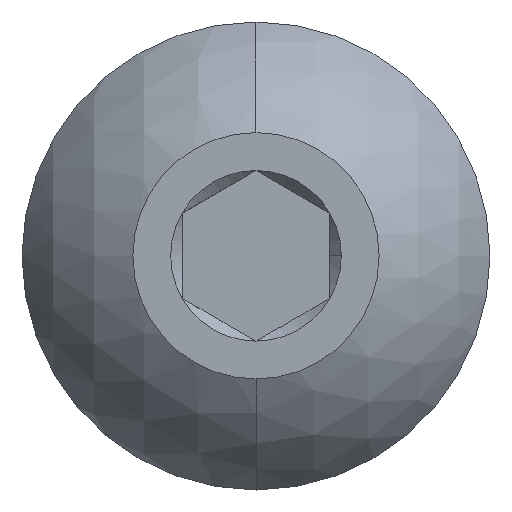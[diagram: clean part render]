
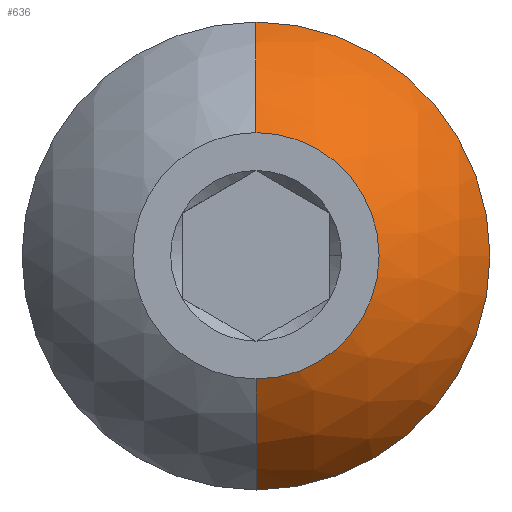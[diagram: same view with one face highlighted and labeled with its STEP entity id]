
A CAD part, top view. The second image highlights one B-rep face of the part: STEP entity #636.
In plain terms, the highlighted spherical face has radius 5.287 mm.
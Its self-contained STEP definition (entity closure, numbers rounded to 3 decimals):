
#27 = CARTESIAN_POINT ( 'NONE',  ( 0., 2.5, 8.75 ) ) ;
#28 = FACE_OUTER_BOUND ( 'NONE', #599, .T. ) ;
#34 = DIRECTION ( 'NONE',  ( 1., 0., 0. ) ) ;
#65 = AXIS2_PLACEMENT_3D ( 'NONE', #503, #165, #625 ) ;
#82 = VERTEX_POINT ( 'NONE', #27 ) ;
#86 = DIRECTION ( 'NONE',  ( 0., 0., 1. ) ) ;
#87 = EDGE_CURVE ( 'NONE', #125, #212, #101, .T. ) ;
#97 = AXIS2_PLACEMENT_3D ( 'NONE', #646, #603, #145 ) ;
#99 = CARTESIAN_POINT ( 'NONE',  ( 0., 0., 4.092 ) ) ;
#101 = CIRCLE ( 'NONE', #97, 5.287 ) ;
#119 = VERTEX_POINT ( 'NONE', #429 ) ;
#124 = AXIS2_PLACEMENT_3D ( 'NONE', #216, #34, #651 ) ;
#125 = VERTEX_POINT ( 'NONE', #201 ) ;
#145 = DIRECTION ( 'NONE',  ( 0., -1., 0. ) ) ;
#165 = DIRECTION ( 'NONE',  ( 0., 0., 1. ) ) ;
#201 = CARTESIAN_POINT ( 'NONE',  ( 0., -4.75, 6.412 ) ) ;
#212 = VERTEX_POINT ( 'NONE', #293 ) ;
#216 = CARTESIAN_POINT ( 'NONE',  ( 0., 0., 4.092 ) ) ;
#246 = AXIS2_PLACEMENT_3D ( 'NONE', #264, #86, #606 ) ;
#264 = CARTESIAN_POINT ( 'NONE',  ( 0., 0., 8.75 ) ) ;
#265 = AXIS2_PLACEMENT_3D ( 'NONE', #99, #275, #704 ) ;
#275 = DIRECTION ( 'NONE',  ( 1., 0., 0. ) ) ;
#293 = CARTESIAN_POINT ( 'NONE',  ( 0., -2.5, 8.75 ) ) ;
#384 = CIRCLE ( 'NONE', #65, 4.75 ) ;
#429 = CARTESIAN_POINT ( 'NONE',  ( 0., 4.75, 6.412 ) ) ;
#446 = EDGE_CURVE ( 'NONE', #119, #82, #595, .T. ) ;
#475 = EDGE_CURVE ( 'NONE', #212, #82, #639, .T. ) ;
#498 = ORIENTED_EDGE ( 'NONE', *, *, #538, .T. ) ;
#503 = CARTESIAN_POINT ( 'NONE',  ( 0., 0., 6.412 ) ) ;
#519 = SPHERICAL_SURFACE ( 'NONE', #265, 5.287 ) ;
#538 = EDGE_CURVE ( 'NONE', #125, #119, #384, .T. ) ;
#595 = CIRCLE ( 'NONE', #124, 5.287 ) ;
#599 = EDGE_LOOP ( 'NONE', ( #498, #717, #684, #660 ) ) ;
#603 = DIRECTION ( 'NONE',  ( -1., 0., 0. ) ) ;
#606 = DIRECTION ( 'NONE',  ( 0., -1., 0. ) ) ;
#625 = DIRECTION ( 'NONE',  ( 0., -1., 0. ) ) ;
#636 = ADVANCED_FACE ( 'NONE', ( #28 ), #519, .T. ) ;
#639 = CIRCLE ( 'NONE', #246, 2.5 ) ;
#646 = CARTESIAN_POINT ( 'NONE',  ( 0., 0., 4.092 ) ) ;
#651 = DIRECTION ( 'NONE',  ( 0., 1., 0. ) ) ;
#660 = ORIENTED_EDGE ( 'NONE', *, *, #87, .F. ) ;
#684 = ORIENTED_EDGE ( 'NONE', *, *, #475, .F. ) ;
#704 = DIRECTION ( 'NONE',  ( 0., -1., 0. ) ) ;
#717 = ORIENTED_EDGE ( 'NONE', *, *, #446, .T. ) ;
